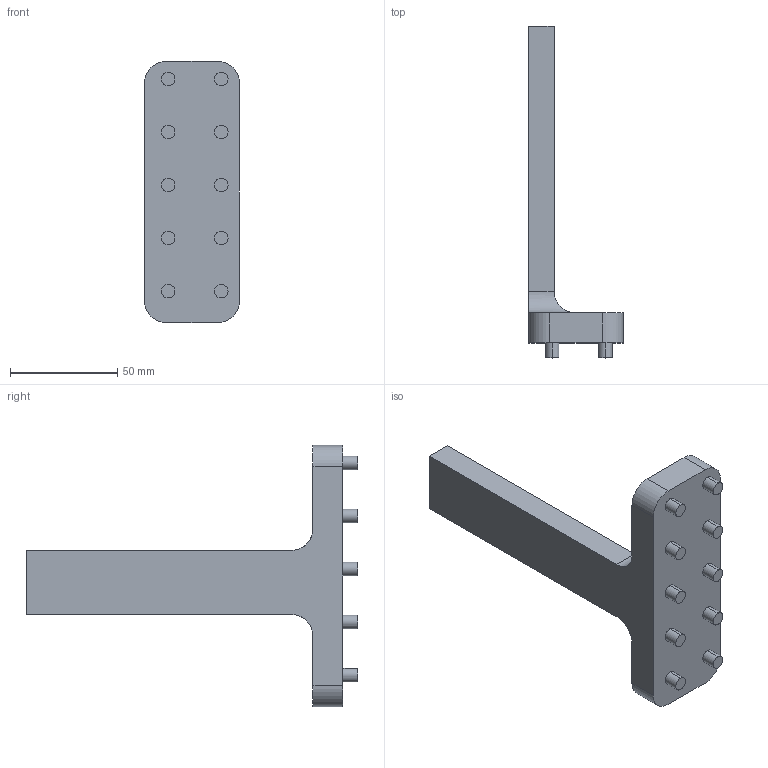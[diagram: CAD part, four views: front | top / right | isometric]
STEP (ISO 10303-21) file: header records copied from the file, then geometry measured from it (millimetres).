
FILE_DESCRIPTION (( 'STEP AP214' ), '1' );
FILE_NAME ('pendulum1 body.STEP', '2025-04-24T19:41:08', ( '' ), ( '' ), 'SwSTEP 2.0', 'SolidWorks 2024', '' );
FILE_SCHEMA (( 'AUTOMOTIVE_DESIGN' ));
Length unit declared in the file: millimetre
Products named in the file (1): pendulum1 body
Bounding box: 44.38 x 155 x 122 mm (x, y, z)
Volume: 125870.5 mm3; surface area: 27750.2 mm2
Topology: 1 solids, 1 shells, 56 faces, 121 edges, 80 vertices
Faces by surface type: cylinder 33, plane 23
Entity records: 1574 total; most frequent: DIRECTION 295, CARTESIAN_POINT 264, ORIENTED_EDGE 242, EDGE_CURVE 121, AXIS2_PLACEMENT_3D 119, VERTEX_POINT 80, EDGE_LOOP 69, CIRCLE 62
